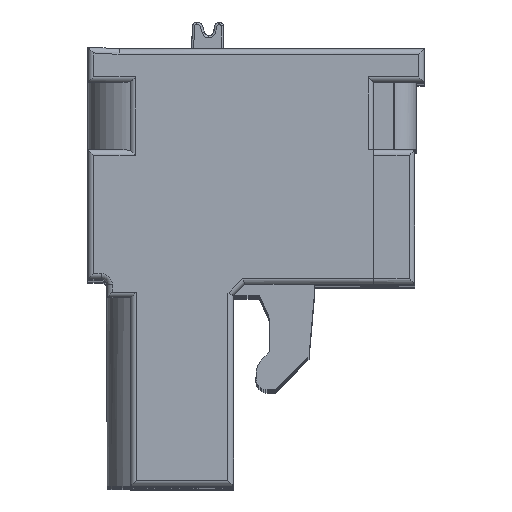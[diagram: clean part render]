
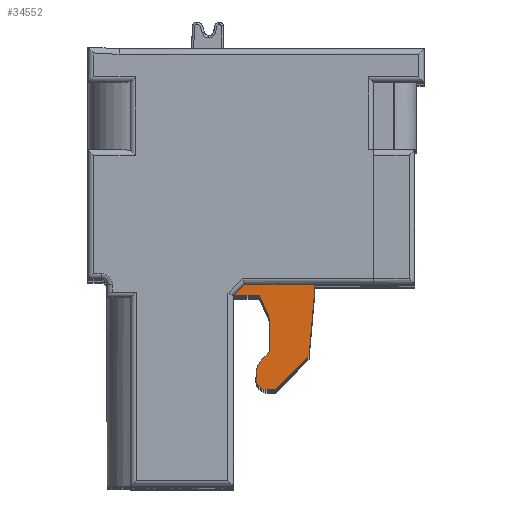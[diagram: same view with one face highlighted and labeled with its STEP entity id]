
A CAD part, top view. The second image highlights one B-rep face of the part: STEP entity #34552.
In plain terms, the highlighted planar face has unit normal (0, 0, 1).
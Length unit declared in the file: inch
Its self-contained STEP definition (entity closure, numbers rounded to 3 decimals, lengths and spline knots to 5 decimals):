
#384 = ORIENTED_EDGE ( 'NONE', *, *, #59326, .F. ) ;
#398 = EDGE_CURVE ( 'NONE', #44805, #37640, #31429, .T. ) ;
#887 = AXIS2_PLACEMENT_3D ( 'NONE', #63350, #56380, #10304 ) ;
#2257 = DIRECTION ( 'NONE',  ( -1., 0., 0. ) ) ;
#2296 = CARTESIAN_POINT ( 'NONE',  ( -0.25115, -0.4144, 0.20653 ) ) ;
#2679 = VECTOR ( 'NONE', #52519, 39.37008 ) ;
#2808 = VECTOR ( 'NONE', #11049, 39.37008 ) ;
#3324 = ORIENTED_EDGE ( 'NONE', *, *, #93071, .T. ) ;
#3379 = DIRECTION ( 'NONE',  ( 0., 0., -1. ) ) ;
#6732 = LINE ( 'NONE', #18126, #22112 ) ;
#7047 = VERTEX_POINT ( 'NONE', #67013 ) ;
#8113 = VECTOR ( 'NONE', #78915, 39.37008 ) ;
#9055 = EDGE_CURVE ( 'NONE', #27246, #44170, #89634, .T. ) ;
#9673 = PLANE ( 'NONE',  #60781 ) ;
#10118 = VERTEX_POINT ( 'NONE', #79717 ) ;
#10304 = DIRECTION ( 'NONE',  ( -1., 0., 0. ) ) ;
#11049 = DIRECTION ( 'NONE',  ( -1., 0., 0. ) ) ;
#11273 = VERTEX_POINT ( 'NONE', #59273 ) ;
#11355 = VECTOR ( 'NONE', #82707, 39.37008 ) ;
#13576 = DIRECTION ( 'NONE',  ( 0., 0., 1. ) ) ;
#13855 = LINE ( 'NONE', #78263, #69532 ) ;
#13893 = EDGE_CURVE ( 'NONE', #27246, #73690, #13855, .T. ) ;
#17604 = ORIENTED_EDGE ( 'NONE', *, *, #75408, .F. ) ;
#18126 = CARTESIAN_POINT ( 'NONE',  ( -0.24076, -0.48133, 0.20653 ) ) ;
#19749 = VECTOR ( 'NONE', #58452, 39.37008 ) ;
#21192 = DIRECTION ( 'NONE',  ( -0.41, 0.912, 0. ) ) ;
#22112 = VECTOR ( 'NONE', #2257, 39.37008 ) ;
#22274 = EDGE_CURVE ( 'NONE', #44805, #94530, #31552, .T. ) ;
#25300 = CARTESIAN_POINT ( 'NONE',  ( -0.18171, -0.42227, 0.20653 ) ) ;
#27246 = VERTEX_POINT ( 'NONE', #32715 ) ;
#27464 = CIRCLE ( 'NONE', #887, 0.01969 ) ;
#28819 = LINE ( 'NONE', #55789, #2808 ) ;
#29408 = DIRECTION ( 'NONE',  ( -1., 0., 0. ) ) ;
#29554 = CARTESIAN_POINT ( 'NONE',  ( -0.31414, -0.31597, 0.20653 ) ) ;
#31429 = LINE ( 'NONE', #89995, #11355 ) ;
#31552 = LINE ( 'NONE', #96774, #19749 ) ;
#31729 = EDGE_LOOP ( 'NONE', ( #384, #3324, #61487, #64057, #67206, #60732, #66909, #53200, #17604, #50303, #75209, #80945, #55200 ) ) ;
#32579 = LINE ( 'NONE', #41015, #90408 ) ;
#32715 = CARTESIAN_POINT ( 'NONE',  ( -0.26324, -0.42649, 0.20653 ) ) ;
#32871 = CARTESIAN_POINT ( 'NONE',  ( -0.27477, -0.46164, 0.20653 ) ) ;
#34143 = CARTESIAN_POINT ( 'NONE',  ( -0.17241, -0.31597, 0.20653 ) ) ;
#34552 = ADVANCED_FACE ( 'NONE', ( #51929 ), #9673, .F. ) ;
#34732 = CARTESIAN_POINT ( 'NONE',  ( -0.29445, -0.29629, 0.20653 ) ) ;
#35102 = EDGE_CURVE ( 'NONE', #73690, #7047, #32579, .T. ) ;
#35212 = VERTEX_POINT ( 'NONE', #34732 ) ;
#36091 = CARTESIAN_POINT ( 'NONE',  ( -0.2354, -0.45433, 0.20653 ) ) ;
#37640 = VERTEX_POINT ( 'NONE', #60665 ) ;
#40808 = DIRECTION ( 'NONE',  ( -1., 0., 0. ) ) ;
#41015 = CARTESIAN_POINT ( 'NONE',  ( -0.25115, -0.4144, 0.20653 ) ) ;
#41161 = DIRECTION ( 'NONE',  ( 0.707, 0.707, 0. ) ) ;
#44170 = VERTEX_POINT ( 'NONE', #75325 ) ;
#44805 = VERTEX_POINT ( 'NONE', #34143 ) ;
#46675 = EDGE_CURVE ( 'NONE', #11273, #61873, #6732, .T. ) ;
#47554 = VECTOR ( 'NONE', #85206, 39.37008 ) ;
#48797 = LINE ( 'NONE', #77977, #47554 ) ;
#50108 = VERTEX_POINT ( 'NONE', #29554 ) ;
#50303 = ORIENTED_EDGE ( 'NONE', *, *, #67168, .F. ) ;
#51734 = CARTESIAN_POINT ( 'NONE',  ( -0.25115, -0.35534, 0.20653 ) ) ;
#51929 = FACE_OUTER_BOUND ( 'NONE', #31729, .T. ) ;
#52519 = DIRECTION ( 'NONE',  ( 0., 1., 0. ) ) ;
#53200 = ORIENTED_EDGE ( 'NONE', *, *, #89462, .T. ) ;
#55200 = ORIENTED_EDGE ( 'NONE', *, *, #9055, .T. ) ;
#55789 = CARTESIAN_POINT ( 'NONE',  ( -0.31414, -0.29629, 0.20653 ) ) ;
#56380 = DIRECTION ( 'NONE',  ( 0., 0., 1. ) ) ;
#58452 = DIRECTION ( 'NONE',  ( 0., 1., 0. ) ) ;
#59273 = CARTESIAN_POINT ( 'NONE',  ( -0.24076, -0.48133, 0.20653 ) ) ;
#59326 = EDGE_CURVE ( 'NONE', #62079, #44170, #81886, .T. ) ;
#60665 = CARTESIAN_POINT ( 'NONE',  ( -0.18171, -0.42227, 0.20653 ) ) ;
#60732 = ORIENTED_EDGE ( 'NONE', *, *, #22274, .T. ) ;
#60781 = AXIS2_PLACEMENT_3D ( 'NONE', #93112, #3379, #40808 ) ;
#61487 = ORIENTED_EDGE ( 'NONE', *, *, #46675, .F. ) ;
#61873 = VERTEX_POINT ( 'NONE', #88548 ) ;
#62079 = VERTEX_POINT ( 'NONE', #32871 ) ;
#63350 = CARTESIAN_POINT ( 'NONE',  ( -0.25508, -0.46164, 0.20653 ) ) ;
#64057 = ORIENTED_EDGE ( 'NONE', *, *, #73234, .F. ) ;
#66909 = ORIENTED_EDGE ( 'NONE', *, *, #87001, .T. ) ;
#67013 = CARTESIAN_POINT ( 'NONE',  ( -0.25115, -0.35534, 0.20653 ) ) ;
#67168 = EDGE_CURVE ( 'NONE', #7047, #10118, #94146, .T. ) ;
#67206 = ORIENTED_EDGE ( 'NONE', *, *, #398, .F. ) ;
#69532 = VECTOR ( 'NONE', #41161, 39.37008 ) ;
#73234 = EDGE_CURVE ( 'NONE', #37640, #11273, #91078, .T. ) ;
#73690 = VERTEX_POINT ( 'NONE', #2296 ) ;
#75209 = ORIENTED_EDGE ( 'NONE', *, *, #35102, .F. ) ;
#75325 = CARTESIAN_POINT ( 'NONE',  ( -0.27477, -0.45433, 0.20653 ) ) ;
#75408 = EDGE_CURVE ( 'NONE', #10118, #50108, #95065, .T. ) ;
#77338 = VECTOR ( 'NONE', #96493, 39.37008 ) ;
#77977 = CARTESIAN_POINT ( 'NONE',  ( -0.29445, -0.29629, 0.20653 ) ) ;
#78263 = CARTESIAN_POINT ( 'NONE',  ( -0.27477, -0.43802, 0.20653 ) ) ;
#78915 = DIRECTION ( 'NONE',  ( -0.707, -0.707, 0. ) ) ;
#79717 = CARTESIAN_POINT ( 'NONE',  ( -0.26886, -0.31597, 0.20653 ) ) ;
#80945 = ORIENTED_EDGE ( 'NONE', *, *, #13893, .F. ) ;
#81886 = LINE ( 'NONE', #97803, #2679 ) ;
#82707 = DIRECTION ( 'NONE',  ( -0.087, -0.996, 0. ) ) ;
#85206 = DIRECTION ( 'NONE',  ( -0.707, -0.707, 0. ) ) ;
#85693 = DIRECTION ( 'NONE',  ( 0., 1., 0. ) ) ;
#87001 = EDGE_CURVE ( 'NONE', #94530, #35212, #28819, .T. ) ;
#88548 = CARTESIAN_POINT ( 'NONE',  ( -0.25508, -0.48133, 0.20653 ) ) ;
#88899 = CARTESIAN_POINT ( 'NONE',  ( -0.31414, -0.31597, 0.20653 ) ) ;
#89462 = EDGE_CURVE ( 'NONE', #35212, #50108, #48797, .T. ) ;
#89634 = CIRCLE ( 'NONE', #93335, 0.03937 ) ;
#89995 = CARTESIAN_POINT ( 'NONE',  ( -0.17241, -0.31597, 0.20653 ) ) ;
#90408 = VECTOR ( 'NONE', #85693, 39.37008 ) ;
#91078 = LINE ( 'NONE', #25300, #8113 ) ;
#93071 = EDGE_CURVE ( 'NONE', #62079, #61873, #27464, .T. ) ;
#93112 = CARTESIAN_POINT ( 'NONE',  ( -0.31414, -0.31597, 0.20653 ) ) ;
#93335 = AXIS2_PLACEMENT_3D ( 'NONE', #36091, #13576, #29408 ) ;
#94146 = LINE ( 'NONE', #51734, #96504 ) ;
#94530 = VERTEX_POINT ( 'NONE', #97136 ) ;
#95065 = LINE ( 'NONE', #88899, #77338 ) ;
#96493 = DIRECTION ( 'NONE',  ( -1., 0., 0. ) ) ;
#96504 = VECTOR ( 'NONE', #21192, 39.37008 ) ;
#96774 = CARTESIAN_POINT ( 'NONE',  ( -0.17241, -0.31597, 0.20653 ) ) ;
#97136 = CARTESIAN_POINT ( 'NONE',  ( -0.17241, -0.29629, 0.20653 ) ) ;
#97803 = CARTESIAN_POINT ( 'NONE',  ( -0.27477, -0.48133, 0.20653 ) ) ;
